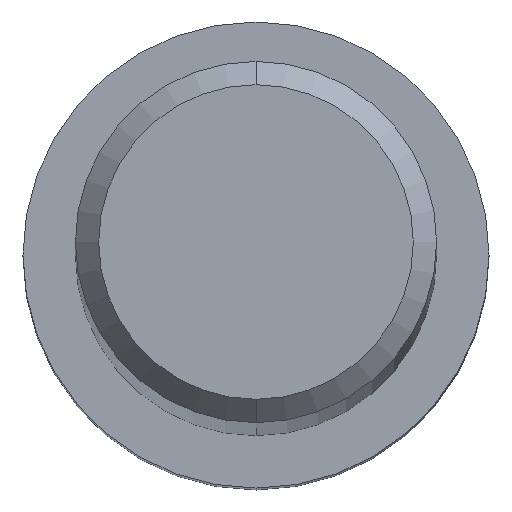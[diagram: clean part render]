
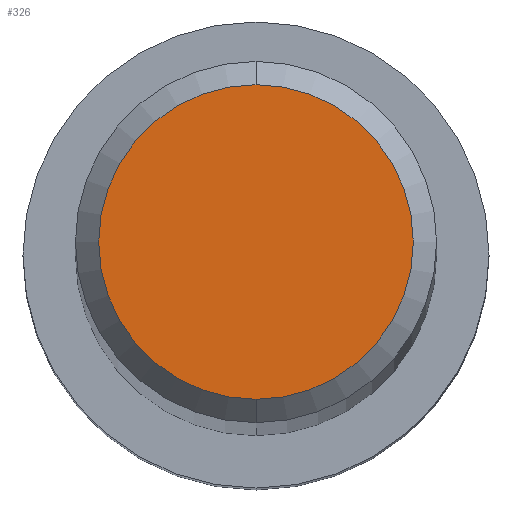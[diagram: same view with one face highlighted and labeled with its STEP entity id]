
A CAD part, top view. The second image highlights one B-rep face of the part: STEP entity #326.
In plain terms, the highlighted planar face has unit normal (0, 0, 1).
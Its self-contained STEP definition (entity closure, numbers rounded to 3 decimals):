
#180=VERTEX_POINT('',#477);
#190=VERTEX_POINT('',#487);
#288=EDGE_CURVE('',#180,#190,#596,.T.);
#326=ADVANCED_FACE('',(#637),#638,.T.);
#340=EDGE_CURVE('',#190,#180,#652,.T.);
#477=CARTESIAN_POINT('',(0.0,2.7,0.0));
#487=CARTESIAN_POINT('',(0.,-2.7,0.0));
#596=CIRCLE('',#1039,2.7);
#637=FACE_OUTER_BOUND('',#1098,.T.);
#638=PLANE('',#1099);
#652=CIRCLE('',#1139,2.7);
#1039=AXIS2_PLACEMENT_3D('',#1532,#1533,#1534);
#1098=EDGE_LOOP('',(#1590,#1591));
#1099=AXIS2_PLACEMENT_3D('',#1592,#1593,#1594);
#1139=AXIS2_PLACEMENT_3D('',#1599,#1600,#1601);
#1532=CARTESIAN_POINT('',(0.0,0.0,0.0));
#1533=DIRECTION('',(0.0,0.0,-1.0));
#1534=DIRECTION('',(0.0,1.0,0.0));
#1590=ORIENTED_EDGE('',*,*,#288,.F.);
#1591=ORIENTED_EDGE('',*,*,#340,.F.);
#1592=CARTESIAN_POINT('',(0.0,1.35,0.0));
#1593=DIRECTION('',(-0.0,0.0,1.0));
#1594=DIRECTION('',(0.0,-1.0,0.0));
#1599=CARTESIAN_POINT('',(0.0,0.0,0.0));
#1600=DIRECTION('',(0.0,0.0,-1.0));
#1601=DIRECTION('',(0.0,1.0,0.0));
